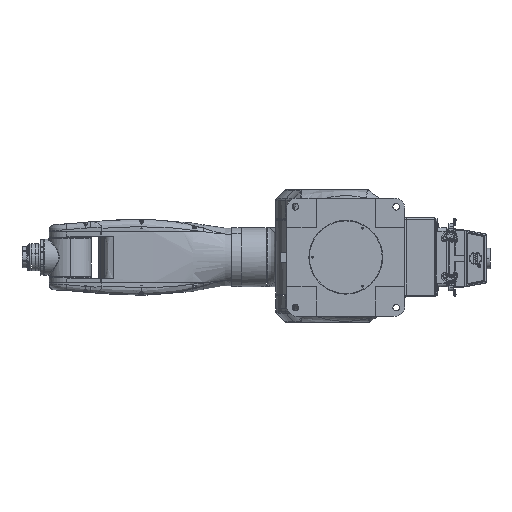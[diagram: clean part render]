
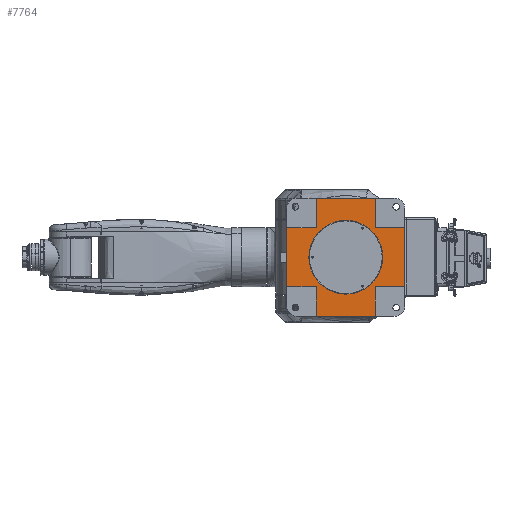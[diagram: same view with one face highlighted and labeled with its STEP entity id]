
A CAD part, front view. The second image highlights one B-rep face of the part: STEP entity #7764.
In plain terms, the highlighted planar face has unit normal (0, -1, 0).
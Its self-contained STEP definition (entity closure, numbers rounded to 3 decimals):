
#66 = ORIENTED_EDGE ( 'NONE', *, *, #59581, .T. ) ;
#2687 = CIRCLE ( 'NONE', #128798, 75. ) ;
#6098 = DIRECTION ( 'NONE',  ( 0., 0., 1. ) ) ;
#6621 = CARTESIAN_POINT ( 'NONE',  ( -13.786, -460.379, 488.712 ) ) ;
#6842 = VERTEX_POINT ( 'NONE', #131552 ) ;
#7764 = ADVANCED_FACE ( 'NONE', ( #23631, #136304 ), #123368, .T. ) ;
#7910 = VECTOR ( 'NONE', #73007, 1000. ) ;
#9100 = DIRECTION ( 'NONE',  ( 0., 0., -1. ) ) ;
#9620 = VERTEX_POINT ( 'NONE', #76574 ) ;
#10479 = CARTESIAN_POINT ( 'NONE',  ( -73.786, -460.379, 503.712 ) ) ;
#11050 = ORIENTED_EDGE ( 'NONE', *, *, #29098, .F. ) ;
#11332 = ORIENTED_EDGE ( 'NONE', *, *, #61864, .F. ) ;
#11850 = DIRECTION ( 'NONE',  ( 0., -1., 0. ) ) ;
#14899 = ORIENTED_EDGE ( 'NONE', *, *, #137167, .T. ) ;
#16896 = ORIENTED_EDGE ( 'NONE', *, *, #120769, .T. ) ;
#17537 = LINE ( 'NONE', #116574, #27318 ) ;
#18804 = LINE ( 'NONE', #40324, #88086 ) ;
#21168 = CARTESIAN_POINT ( 'NONE',  ( -73.786, -460.379, 428.712 ) ) ;
#21244 = ORIENTED_EDGE ( 'NONE', *, *, #52906, .T. ) ;
#21786 = CARTESIAN_POINT ( 'NONE',  ( -193.786, -460.379, 488.712 ) ) ;
#23631 = FACE_BOUND ( 'NONE', #106945, .T. ) ;
#24464 = VERTEX_POINT ( 'NONE', #62378 ) ;
#26430 = DIRECTION ( 'NONE',  ( 0., 0., -1. ) ) ;
#27318 = VECTOR ( 'NONE', #6098, 1000. ) ;
#29098 = EDGE_CURVE ( 'NONE', #96176, #137076, #17537, .T. ) ;
#29832 = VECTOR ( 'NONE', #110764, 1000. ) ;
#31839 = DIRECTION ( 'NONE',  ( 0., 0., -1. ) ) ;
#34703 = AXIS2_PLACEMENT_3D ( 'NONE', #108177, #139105, #119681 ) ;
#34806 = DIRECTION ( 'NONE',  ( 0., 0., 1. ) ) ;
#37238 = CARTESIAN_POINT ( 'NONE',  ( -73.786, -460.379, 428.712 ) ) ;
#38931 = CARTESIAN_POINT ( 'NONE',  ( -13.786, -460.379, 308.712 ) ) ;
#39823 = EDGE_CURVE ( 'NONE', #81533, #134609, #103291, .T. ) ;
#40324 = CARTESIAN_POINT ( 'NONE',  ( -173.786, -460.379, 308.712 ) ) ;
#40807 = ORIENTED_EDGE ( 'NONE', *, *, #45846, .T. ) ;
#43196 = EDGE_CURVE ( 'NONE', #87477, #141137, #96536, .T. ) ;
#43422 = DIRECTION ( 'NONE',  ( 0., 0., -1. ) ) ;
#44509 = LINE ( 'NONE', #65927, #116108 ) ;
#45273 = VECTOR ( 'NONE', #83159, 1000. ) ;
#45846 = EDGE_CURVE ( 'NONE', #100986, #81533, #83812, .T. ) ;
#46274 = LINE ( 'NONE', #91410, #104180 ) ;
#47872 = EDGE_CURVE ( 'NONE', #62862, #24464, #18804, .T. ) ;
#49990 = DIRECTION ( 'NONE',  ( 1., 0., 0. ) ) ;
#51481 = VECTOR ( 'NONE', #49990, 1000. ) ;
#52906 = EDGE_CURVE ( 'NONE', #129948, #137076, #44509, .T. ) ;
#56167 = VECTOR ( 'NONE', #9100, 1000. ) ;
#59425 = ORIENTED_EDGE ( 'NONE', *, *, #101719, .F. ) ;
#59581 = EDGE_CURVE ( 'NONE', #62862, #117220, #46274, .T. ) ;
#60506 = VECTOR ( 'NONE', #31839, 1000. ) ;
#60639 = LINE ( 'NONE', #104515, #51481 ) ;
#61374 = VECTOR ( 'NONE', #113413, 1000. ) ;
#61864 = EDGE_CURVE ( 'NONE', #100986, #6842, #128195, .T. ) ;
#62378 = CARTESIAN_POINT ( 'NONE',  ( -133.786, -460.379, 308.712 ) ) ;
#62448 = DIRECTION ( 'NONE',  ( -1., 0., 0. ) ) ;
#62862 = VERTEX_POINT ( 'NONE', #38931 ) ;
#65927 = CARTESIAN_POINT ( 'NONE',  ( -133.786, -460.379, 488.712 ) ) ;
#68013 = ORIENTED_EDGE ( 'NONE', *, *, #96464, .T. ) ;
#69490 = EDGE_CURVE ( 'NONE', #9620, #24464, #124737, .T. ) ;
#70779 = CARTESIAN_POINT ( 'NONE',  ( -133.786, -460.379, 252.924 ) ) ;
#73007 = DIRECTION ( 'NONE',  ( -1., 0., 0. ) ) ;
#74774 = CARTESIAN_POINT ( 'NONE',  ( -133.786, -460.379, 488.712 ) ) ;
#74927 = CARTESIAN_POINT ( 'NONE',  ( 46.214, -460.379, 528.712 ) ) ;
#76574 = CARTESIAN_POINT ( 'NONE',  ( -133.786, -460.379, 368.712 ) ) ;
#78379 = CARTESIAN_POINT ( 'NONE',  ( 99.988, -460.379, 368.712 ) ) ;
#81295 = AXIS2_PLACEMENT_3D ( 'NONE', #37238, #112603, #113323 ) ;
#81533 = VERTEX_POINT ( 'NONE', #6621 ) ;
#81766 = ORIENTED_EDGE ( 'NONE', *, *, #39823, .T. ) ;
#83159 = DIRECTION ( 'NONE',  ( 1., 0., 0. ) ) ;
#83812 = LINE ( 'NONE', #127684, #7910 ) ;
#87477 = VERTEX_POINT ( 'NONE', #10479 ) ;
#88086 = VECTOR ( 'NONE', #62448, 1000. ) ;
#88724 = CARTESIAN_POINT ( 'NONE',  ( -133.786, -460.379, 488.712 ) ) ;
#89859 = LINE ( 'NONE', #78379, #29832 ) ;
#91410 = CARTESIAN_POINT ( 'NONE',  ( -13.786, -460.379, 252.924 ) ) ;
#96176 = VERTEX_POINT ( 'NONE', #127896 ) ;
#96210 = CARTESIAN_POINT ( 'NONE',  ( -13.786, -460.379, 368.712 ) ) ;
#96464 = EDGE_CURVE ( 'NONE', #96176, #9620, #129873, .T. ) ;
#96536 = CIRCLE ( 'NONE', #34703, 75. ) ;
#99183 = LINE ( 'NONE', #74774, #60506 ) ;
#100368 = DIRECTION ( 'NONE',  ( -1., 0., 0. ) ) ;
#100986 = VERTEX_POINT ( 'NONE', #116334 ) ;
#101100 = EDGE_LOOP ( 'NONE', ( #16896, #21244, #11050, #68013, #122647, #130519, #66, #14899, #11332, #40807, #81766, #104034 ) ) ;
#101499 = CARTESIAN_POINT ( 'NONE',  ( -133.786, -460.379, 548.712 ) ) ;
#101719 = EDGE_CURVE ( 'NONE', #141137, #87477, #2687, .T. ) ;
#103291 = LINE ( 'NONE', #114856, #61374 ) ;
#104034 = ORIENTED_EDGE ( 'NONE', *, *, #120994, .F. ) ;
#104180 = VECTOR ( 'NONE', #34806, 1000. ) ;
#104515 = CARTESIAN_POINT ( 'NONE',  ( -173.786, -460.379, 548.712 ) ) ;
#104623 = ORIENTED_EDGE ( 'NONE', *, *, #43196, .F. ) ;
#106945 = EDGE_LOOP ( 'NONE', ( #59425, #104623 ) ) ;
#107588 = CARTESIAN_POINT ( 'NONE',  ( -133.786, -460.379, 368.712 ) ) ;
#108177 = CARTESIAN_POINT ( 'NONE',  ( -73.786, -460.379, 428.712 ) ) ;
#110764 = DIRECTION ( 'NONE',  ( 1., 0., 0. ) ) ;
#111537 = CARTESIAN_POINT ( 'NONE',  ( -73.786, -460.379, 353.712 ) ) ;
#112603 = DIRECTION ( 'NONE',  ( 0., -1., 0. ) ) ;
#113323 = DIRECTION ( 'NONE',  ( 0., 0., -1. ) ) ;
#113413 = DIRECTION ( 'NONE',  ( 0., 0., 1. ) ) ;
#114856 = CARTESIAN_POINT ( 'NONE',  ( -13.786, -460.379, 488.712 ) ) ;
#114915 = VECTOR ( 'NONE', #26430, 1000. ) ;
#116108 = VECTOR ( 'NONE', #100368, 1000. ) ;
#116334 = CARTESIAN_POINT ( 'NONE',  ( 46.214, -460.379, 488.712 ) ) ;
#116574 = CARTESIAN_POINT ( 'NONE',  ( -193.786, -460.379, 528.712 ) ) ;
#117220 = VERTEX_POINT ( 'NONE', #96210 ) ;
#119681 = DIRECTION ( 'NONE',  ( 0., 0., -1. ) ) ;
#120769 = EDGE_CURVE ( 'NONE', #121951, #129948, #99183, .T. ) ;
#120994 = EDGE_CURVE ( 'NONE', #121951, #134609, #60639, .T. ) ;
#121951 = VERTEX_POINT ( 'NONE', #101499 ) ;
#122647 = ORIENTED_EDGE ( 'NONE', *, *, #69490, .T. ) ;
#123368 = PLANE ( 'NONE',  #81295 ) ;
#123606 = CARTESIAN_POINT ( 'NONE',  ( -13.786, -460.379, 548.712 ) ) ;
#124737 = LINE ( 'NONE', #70779, #114915 ) ;
#127684 = CARTESIAN_POINT ( 'NONE',  ( 99.988, -460.379, 488.712 ) ) ;
#127896 = CARTESIAN_POINT ( 'NONE',  ( -193.786, -460.379, 368.712 ) ) ;
#128195 = LINE ( 'NONE', #74927, #56167 ) ;
#128798 = AXIS2_PLACEMENT_3D ( 'NONE', #21168, #11850, #43422 ) ;
#129873 = LINE ( 'NONE', #107588, #45273 ) ;
#129948 = VERTEX_POINT ( 'NONE', #88724 ) ;
#130519 = ORIENTED_EDGE ( 'NONE', *, *, #47872, .F. ) ;
#131552 = CARTESIAN_POINT ( 'NONE',  ( 46.214, -460.379, 368.712 ) ) ;
#134609 = VERTEX_POINT ( 'NONE', #123606 ) ;
#136304 = FACE_OUTER_BOUND ( 'NONE', #101100, .T. ) ;
#137076 = VERTEX_POINT ( 'NONE', #21786 ) ;
#137167 = EDGE_CURVE ( 'NONE', #117220, #6842, #89859, .T. ) ;
#139105 = DIRECTION ( 'NONE',  ( 0., -1., 0. ) ) ;
#141137 = VERTEX_POINT ( 'NONE', #111537 ) ;
